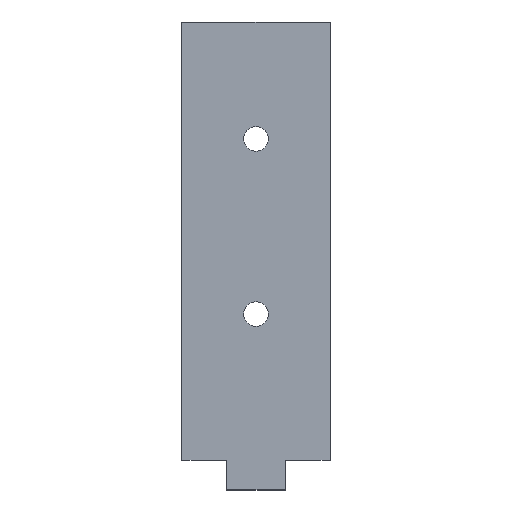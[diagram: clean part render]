
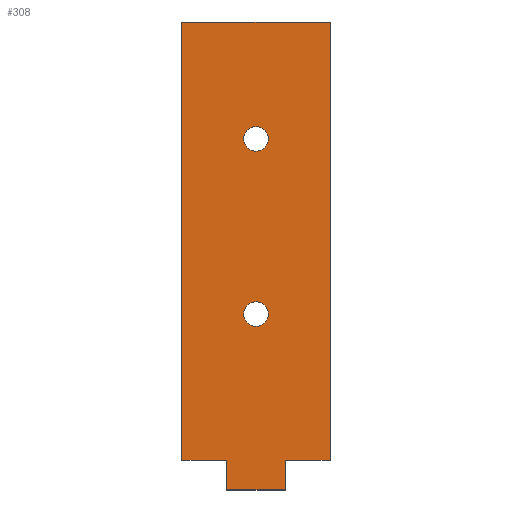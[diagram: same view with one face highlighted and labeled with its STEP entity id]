
A CAD part, top view. The second image highlights one B-rep face of the part: STEP entity #308.
In plain terms, the highlighted planar face has unit normal (0, 0, 1).
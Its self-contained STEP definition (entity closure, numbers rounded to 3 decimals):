
#5 = CARTESIAN_POINT ( 'NONE',  ( -12.7, -37.5, 5. ) ) ;
#13 = VERTEX_POINT ( 'NONE', #434 ) ;
#14 = CARTESIAN_POINT ( 'NONE',  ( -5., -42.6, 5. ) ) ;
#19 = VECTOR ( 'NONE', #409, 1000. ) ;
#21 = CARTESIAN_POINT ( 'NONE',  ( 5., -42.6, 5. ) ) ;
#25 = CIRCLE ( 'NONE', #84, 2.1 ) ;
#33 = ORIENTED_EDGE ( 'NONE', *, *, #69, .T. ) ;
#38 = CIRCLE ( 'NONE', #243, 2.1 ) ;
#39 = LINE ( 'NONE', #14, #303 ) ;
#42 = ORIENTED_EDGE ( 'NONE', *, *, #258, .T. ) ;
#46 = CARTESIAN_POINT ( 'NONE',  ( 5., -32.4, 5. ) ) ;
#49 = DIRECTION ( 'NONE',  ( 0., 1., 0. ) ) ;
#51 = EDGE_CURVE ( 'NONE', #193, #13, #211, .T. ) ;
#57 = EDGE_CURVE ( 'NONE', #302, #157, #38, .T. ) ;
#61 = DIRECTION ( 'NONE',  ( 0., 0., 1. ) ) ;
#67 = CIRCLE ( 'NONE', #437, 2.1 ) ;
#69 = EDGE_CURVE ( 'NONE', #314, #361, #478, .T. ) ;
#74 = EDGE_CURVE ( 'NONE', #157, #302, #67, .T. ) ;
#83 = VERTEX_POINT ( 'NONE', #365 ) ;
#84 = AXIS2_PLACEMENT_3D ( 'NONE', #344, #61, #390 ) ;
#86 = DIRECTION ( 'NONE',  ( 1., 0., 0. ) ) ;
#90 = CARTESIAN_POINT ( 'NONE',  ( -12.7, 37.5, 5. ) ) ;
#92 = CARTESIAN_POINT ( 'NONE',  ( 12.7, 37.5, 5. ) ) ;
#96 = DIRECTION ( 'NONE',  ( -1., 0., 0. ) ) ;
#108 = CARTESIAN_POINT ( 'NONE',  ( -12.7, 37.5, 5. ) ) ;
#112 = LINE ( 'NONE', #5, #154 ) ;
#116 = VECTOR ( 'NONE', #482, 1000. ) ;
#130 = CARTESIAN_POINT ( 'NONE',  ( 0., -12.5, 5. ) ) ;
#131 = VECTOR ( 'NONE', #96, 1000. ) ;
#137 = CARTESIAN_POINT ( 'NONE',  ( -5., -32.4, 5. ) ) ;
#138 = AXIS2_PLACEMENT_3D ( 'NONE', #203, #160, #309 ) ;
#141 = ORIENTED_EDGE ( 'NONE', *, *, #204, .T. ) ;
#146 = DIRECTION ( 'NONE',  ( 1., 0., 0. ) ) ;
#151 = CARTESIAN_POINT ( 'NONE',  ( -12.7, -37.5, 5. ) ) ;
#154 = VECTOR ( 'NONE', #146, 1000. ) ;
#155 = PLANE ( 'NONE',  #358 ) ;
#157 = VERTEX_POINT ( 'NONE', #450 ) ;
#160 = DIRECTION ( 'NONE',  ( 0., 0., 1. ) ) ;
#170 = EDGE_CURVE ( 'NONE', #13, #384, #39, .T. ) ;
#171 = DIRECTION ( 'NONE',  ( 1., 0., 0. ) ) ;
#176 = ORIENTED_EDGE ( 'NONE', *, *, #74, .F. ) ;
#188 = ORIENTED_EDGE ( 'NONE', *, *, #377, .F. ) ;
#191 = VERTEX_POINT ( 'NONE', #419 ) ;
#192 = LINE ( 'NONE', #151, #282 ) ;
#193 = VERTEX_POINT ( 'NONE', #228 ) ;
#194 = EDGE_CURVE ( 'NONE', #83, #193, #112, .T. ) ;
#198 = FACE_BOUND ( 'NONE', #305, .T. ) ;
#200 = VERTEX_POINT ( 'NONE', #381 ) ;
#203 = CARTESIAN_POINT ( 'NONE',  ( 0., 17.5, 5. ) ) ;
#204 = EDGE_CURVE ( 'NONE', #361, #83, #374, .T. ) ;
#208 = CARTESIAN_POINT ( 'NONE',  ( 2.1, 17.5, 5. ) ) ;
#211 = LINE ( 'NONE', #137, #116 ) ;
#212 = VECTOR ( 'NONE', #49, 1000. ) ;
#216 = DIRECTION ( 'NONE',  ( 0., 0., 1. ) ) ;
#219 = CARTESIAN_POINT ( 'NONE',  ( 12.7, 37.5, 5. ) ) ;
#228 = CARTESIAN_POINT ( 'NONE',  ( -5., -37.5, 5. ) ) ;
#233 = FACE_BOUND ( 'NONE', #378, .T. ) ;
#234 = ORIENTED_EDGE ( 'NONE', *, *, #57, .F. ) ;
#238 = EDGE_CURVE ( 'NONE', #340, #314, #262, .T. ) ;
#243 = AXIS2_PLACEMENT_3D ( 'NONE', #252, #216, #171 ) ;
#245 = EDGE_CURVE ( 'NONE', #384, #200, #376, .T. ) ;
#247 = CARTESIAN_POINT ( 'NONE',  ( -12.7, 37.5, 5. ) ) ;
#252 = CARTESIAN_POINT ( 'NONE',  ( 0., -12.5, 5. ) ) ;
#258 = EDGE_CURVE ( 'NONE', #200, #340, #192, .T. ) ;
#262 = LINE ( 'NONE', #219, #379 ) ;
#265 = EDGE_LOOP ( 'NONE', ( #423, #271, #473, #428, #42, #414, #33, #141 ) ) ;
#268 = DIRECTION ( 'NONE',  ( 0., 0., 1. ) ) ;
#271 = ORIENTED_EDGE ( 'NONE', *, *, #51, .T. ) ;
#276 = CARTESIAN_POINT ( 'NONE',  ( 12.7, -37.5, 5. ) ) ;
#282 = VECTOR ( 'NONE', #460, 1000. ) ;
#283 = DIRECTION ( 'NONE',  ( 0., 0., 1. ) ) ;
#290 = DIRECTION ( 'NONE',  ( 1., 0., 0. ) ) ;
#295 = ORIENTED_EDGE ( 'NONE', *, *, #385, .F. ) ;
#302 = VERTEX_POINT ( 'NONE', #425 ) ;
#303 = VECTOR ( 'NONE', #372, 1000. ) ;
#305 = EDGE_LOOP ( 'NONE', ( #188, #295 ) ) ;
#306 = FACE_OUTER_BOUND ( 'NONE', #265, .T. ) ;
#308 = ADVANCED_FACE ( 'NONE', ( #306, #233, #198 ), #155, .T. ) ;
#309 = DIRECTION ( 'NONE',  ( 1., 0., 0. ) ) ;
#314 = VERTEX_POINT ( 'NONE', #92 ) ;
#331 = DIRECTION ( 'NONE',  ( 0., 1., 0. ) ) ;
#340 = VERTEX_POINT ( 'NONE', #276 ) ;
#344 = CARTESIAN_POINT ( 'NONE',  ( 0., 17.5, 5. ) ) ;
#349 = CIRCLE ( 'NONE', #138, 2.1 ) ;
#358 = AXIS2_PLACEMENT_3D ( 'NONE', #383, #268, #86 ) ;
#361 = VERTEX_POINT ( 'NONE', #90 ) ;
#365 = CARTESIAN_POINT ( 'NONE',  ( -12.7, -37.5, 5. ) ) ;
#372 = DIRECTION ( 'NONE',  ( 1., 0., 0. ) ) ;
#374 = LINE ( 'NONE', #108, #19 ) ;
#376 = LINE ( 'NONE', #46, #212 ) ;
#377 = EDGE_CURVE ( 'NONE', #191, #461, #25, .T. ) ;
#378 = EDGE_LOOP ( 'NONE', ( #234, #176 ) ) ;
#379 = VECTOR ( 'NONE', #331, 1000. ) ;
#381 = CARTESIAN_POINT ( 'NONE',  ( 5., -37.5, 5. ) ) ;
#383 = CARTESIAN_POINT ( 'NONE',  ( 0., 0., 5. ) ) ;
#384 = VERTEX_POINT ( 'NONE', #21 ) ;
#385 = EDGE_CURVE ( 'NONE', #461, #191, #349, .T. ) ;
#390 = DIRECTION ( 'NONE',  ( 1., 0., 0. ) ) ;
#409 = DIRECTION ( 'NONE',  ( 0., -1., 0. ) ) ;
#414 = ORIENTED_EDGE ( 'NONE', *, *, #238, .T. ) ;
#419 = CARTESIAN_POINT ( 'NONE',  ( -2.1, 17.5, 5. ) ) ;
#423 = ORIENTED_EDGE ( 'NONE', *, *, #194, .T. ) ;
#425 = CARTESIAN_POINT ( 'NONE',  ( -2.1, -12.5, 5. ) ) ;
#428 = ORIENTED_EDGE ( 'NONE', *, *, #245, .T. ) ;
#434 = CARTESIAN_POINT ( 'NONE',  ( -5., -42.6, 5. ) ) ;
#437 = AXIS2_PLACEMENT_3D ( 'NONE', #130, #283, #290 ) ;
#450 = CARTESIAN_POINT ( 'NONE',  ( 2.1, -12.5, 5. ) ) ;
#460 = DIRECTION ( 'NONE',  ( 1., 0., 0. ) ) ;
#461 = VERTEX_POINT ( 'NONE', #208 ) ;
#473 = ORIENTED_EDGE ( 'NONE', *, *, #170, .T. ) ;
#478 = LINE ( 'NONE', #247, #131 ) ;
#482 = DIRECTION ( 'NONE',  ( 0., -1., 0. ) ) ;
